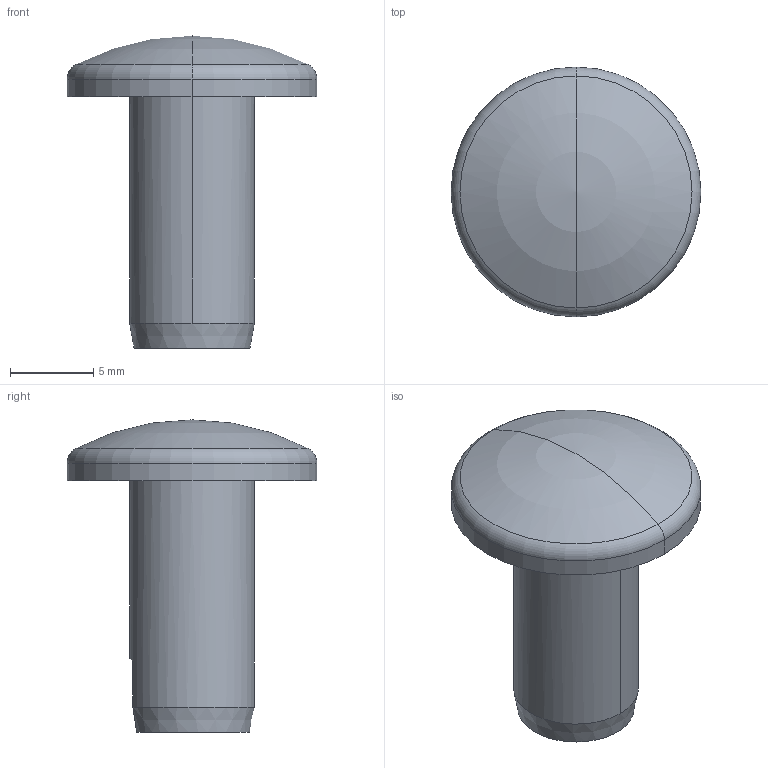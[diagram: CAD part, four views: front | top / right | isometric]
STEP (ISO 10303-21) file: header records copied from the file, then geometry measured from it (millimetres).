
FILE_DESCRIPTION(('Creo Elements/Direct Modeling STEP Export'),'2;1');
FILE_NAME('model.stp','2017-09-28T16:43:40',(''),(''),'Creo Elements/Direct Modeling STEP processor for AP214 (Solid Model)','Creo Elements/Direct Modeling 18.1I 14-Aug-2016 (C) Parametric Technology GmbH','');
FILE_SCHEMA(('AUTOMOTIVE_DESIGN { 1 0 10303 214 1 1 1 1 }'));
Length unit declared in the file: millimetre
Products named in the file (2): PV_C_Plug.1
Assembly tree (1 placements, depth 2):
  PV_C_Plug.1
    PV_C_Plug.1
Bounding box: 15 x 15 x 18.74 mm (x, y, z)
Volume: 874.4 mm3; surface area: 999.6 mm2
Topology: 1 solids, 1 shells, 18 faces, 41 edges, 25 vertices
Faces by surface type: plane 7, cylinder 4, cone 3, sphere 2, torus 2
Entity records: 666 total; most frequent: CARTESIAN_POINT 99, DIRECTION 80, ORIENTED_EDGE 78, EDGE_CURVE 39, AXIS2_PLACEMENT_3D 32, VERTEX_POINT 25, EDGE_LOOP 20, COLOUR_RGB 19
